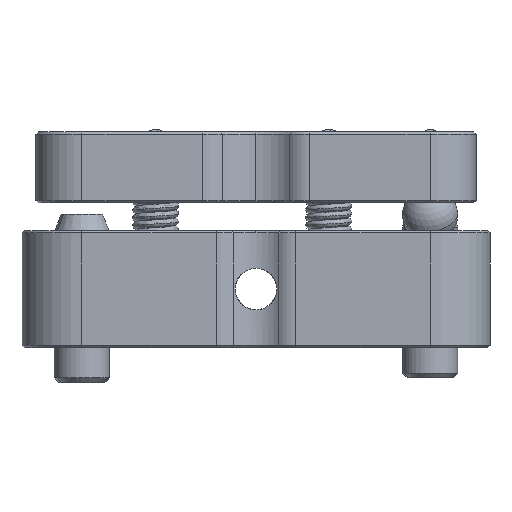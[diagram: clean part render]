
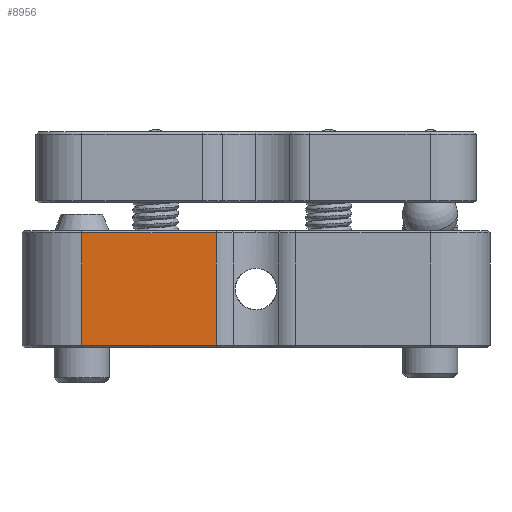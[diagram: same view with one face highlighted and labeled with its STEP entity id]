
A CAD part, left-side view. The second image highlights one B-rep face of the part: STEP entity #8956.
In plain terms, the highlighted planar face has unit normal (-1, 0, 0).
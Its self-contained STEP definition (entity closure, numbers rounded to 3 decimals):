
#231 = DIRECTION ( 'NONE',  ( 0., 1., 0. ) ) ;
#1713 = CARTESIAN_POINT ( 'NONE',  ( -25.4, 18.9, 6.1 ) ) ;
#3155 = VERTEX_POINT ( 'NONE', #23873 ) ;
#4001 = EDGE_CURVE ( 'NONE', #8103, #3155, #19166, .T. ) ;
#4734 = CARTESIAN_POINT ( 'NONE',  ( -25.4, 25.4, -6.1 ) ) ;
#7122 = EDGE_CURVE ( 'NONE', #30170, #8103, #25919, .T. ) ;
#7495 = CARTESIAN_POINT ( 'NONE',  ( -25.4, 4.33, 6.35 ) ) ;
#7571 = DIRECTION ( 'NONE',  ( 0., 1., 0. ) ) ;
#8103 = VERTEX_POINT ( 'NONE', #16161 ) ;
#8956 = ADVANCED_FACE ( 'NONE', ( #20522 ), #18567, .F. ) ;
#9984 = VECTOR ( 'NONE', #10592, 1000. ) ;
#10461 = ORIENTED_EDGE ( 'NONE', *, *, #4001, .T. ) ;
#10592 = DIRECTION ( 'NONE',  ( 0., 0., 1. ) ) ;
#10688 = VECTOR ( 'NONE', #16203, 1000. ) ;
#11327 = CARTESIAN_POINT ( 'NONE',  ( -25.4, 18.9, 6.35 ) ) ;
#12315 = VECTOR ( 'NONE', #28098, 1000. ) ;
#13524 = VERTEX_POINT ( 'NONE', #1713 ) ;
#16005 = CARTESIAN_POINT ( 'NONE',  ( -25.4, 25.4, 6.35 ) ) ;
#16007 = EDGE_CURVE ( 'NONE', #13524, #30170, #22327, .T. ) ;
#16161 = CARTESIAN_POINT ( 'NONE',  ( -25.4, 4.33, -6.1 ) ) ;
#16203 = DIRECTION ( 'NONE',  ( 0., -1., 0. ) ) ;
#17802 = AXIS2_PLACEMENT_3D ( 'NONE', #16005, #26609, #7571 ) ;
#18567 = PLANE ( 'NONE',  #17802 ) ;
#19166 = LINE ( 'NONE', #7495, #9984 ) ;
#20437 = EDGE_CURVE ( 'NONE', #3155, #13524, #23922, .T. ) ;
#20522 = FACE_OUTER_BOUND ( 'NONE', #27935, .T. ) ;
#22327 = LINE ( 'NONE', #11327, #12315 ) ;
#23873 = CARTESIAN_POINT ( 'NONE',  ( -25.4, 4.33, 6.1 ) ) ;
#23922 = LINE ( 'NONE', #28043, #28312 ) ;
#25919 = LINE ( 'NONE', #4734, #10688 ) ;
#26499 = ORIENTED_EDGE ( 'NONE', *, *, #16007, .T. ) ;
#26609 = DIRECTION ( 'NONE',  ( 1., 0., 0. ) ) ;
#27155 = CARTESIAN_POINT ( 'NONE',  ( -25.4, 18.9, -6.1 ) ) ;
#27935 = EDGE_LOOP ( 'NONE', ( #10461, #33146, #26499, #34908 ) ) ;
#28043 = CARTESIAN_POINT ( 'NONE',  ( -25.4, 18.9, 6.1 ) ) ;
#28098 = DIRECTION ( 'NONE',  ( 0., 0., -1. ) ) ;
#28312 = VECTOR ( 'NONE', #231, 1000. ) ;
#30170 = VERTEX_POINT ( 'NONE', #27155 ) ;
#33146 = ORIENTED_EDGE ( 'NONE', *, *, #20437, .T. ) ;
#34908 = ORIENTED_EDGE ( 'NONE', *, *, #7122, .T. ) ;
